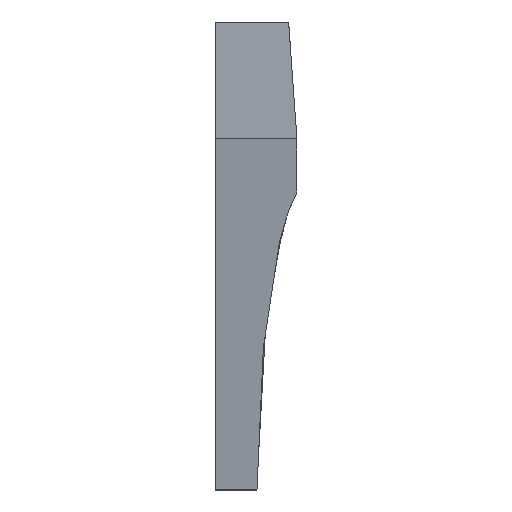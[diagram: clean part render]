
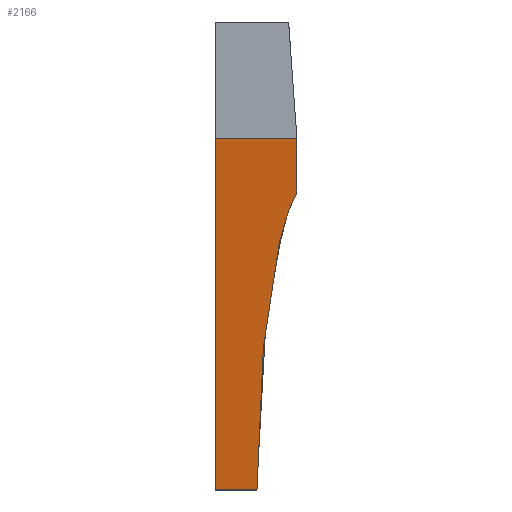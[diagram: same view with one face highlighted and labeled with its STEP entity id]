
A CAD part, left-side view. The second image highlights one B-rep face of the part: STEP entity #2166.
In plain terms, the highlighted planar face has unit normal (-0.991, 0, -0.137).
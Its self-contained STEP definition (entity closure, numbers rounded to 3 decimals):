
#19=B_SPLINE_CURVE_WITH_KNOTS('',3,(#3258,#3259,#3260,#3261,#3262,#3263,
#3264,#3265),.UNSPECIFIED.,.F.,.F.,(4,2,2,4),(0.064,4.561,
6.243,7.106),.UNSPECIFIED.);
#60=PLANE('',#2315);
#167=FACE_OUTER_BOUND('',#295,.T.);
#295=EDGE_LOOP('',(#1667,#1668,#1669,#1670,#1671,#1672,#1673,#1674,#1675));
#497=LINE('',#3170,#775);
#501=LINE('',#3182,#779);
#504=LINE('',#3188,#782);
#517=LINE('',#3216,#795);
#522=LINE('',#3226,#800);
#526=LINE('',#3234,#804);
#536=LINE('',#3255,#814);
#537=LINE('',#3257,#815);
#775=VECTOR('',#2541,10.);
#779=VECTOR('',#2547,10.);
#782=VECTOR('',#2552,10.);
#795=VECTOR('',#2575,10.);
#800=VECTOR('',#2586,10.);
#804=VECTOR('',#2592,10.);
#814=VECTOR('',#2610,10.);
#815=VECTOR('',#2611,10.);
#1065=VERTEX_POINT('',#3167);
#1066=VERTEX_POINT('',#3169);
#1069=VERTEX_POINT('',#3180);
#1071=VERTEX_POINT('',#3186);
#1081=VERTEX_POINT('',#3214);
#1083=VERTEX_POINT('',#3222);
#1086=VERTEX_POINT('',#3232);
#1093=VERTEX_POINT('',#3254);
#1094=VERTEX_POINT('',#3256);
#1278=EDGE_CURVE('',#1066,#1065,#497,.T.);
#1283=EDGE_CURVE('',#1069,#1065,#501,.T.);
#1286=EDGE_CURVE('',#1071,#1069,#504,.T.);
#1300=EDGE_CURVE('',#1081,#1071,#517,.T.);
#1305=EDGE_CURVE('',#1081,#1083,#522,.T.);
#1309=EDGE_CURVE('',#1086,#1083,#526,.T.);
#1319=EDGE_CURVE('',#1093,#1086,#536,.T.);
#1320=EDGE_CURVE('',#1093,#1094,#537,.T.);
#1321=EDGE_CURVE('',#1094,#1066,#19,.T.);
#1667=ORIENTED_EDGE('',*,*,#1300,.F.);
#1668=ORIENTED_EDGE('',*,*,#1305,.T.);
#1669=ORIENTED_EDGE('',*,*,#1309,.F.);
#1670=ORIENTED_EDGE('',*,*,#1319,.F.);
#1671=ORIENTED_EDGE('',*,*,#1320,.T.);
#1672=ORIENTED_EDGE('',*,*,#1321,.T.);
#1673=ORIENTED_EDGE('',*,*,#1278,.T.);
#1674=ORIENTED_EDGE('',*,*,#1283,.F.);
#1675=ORIENTED_EDGE('',*,*,#1286,.F.);
#2166=ADVANCED_FACE('',(#167),#60,.T.);
#2315=AXIS2_PLACEMENT_3D('',#3253,#2608,#2609);
#2541=DIRECTION('',(-0.137,0.,0.991));
#2547=DIRECTION('',(0.,-1.,0.));
#2552=DIRECTION('',(0.137,0.,-0.991));
#2575=DIRECTION('',(0.,1.,0.));
#2586=DIRECTION('',(-0.137,0.,0.991));
#2592=DIRECTION('',(0.,-1.,0.));
#2608=DIRECTION('center_axis',(-0.991,0.,-0.137));
#2609=DIRECTION('ref_axis',(-0.137,0.,0.991));
#2610=DIRECTION('',(-0.137,0.,0.991));
#2611=DIRECTION('',(0.,-1.,0.));
#3167=CARTESIAN_POINT('',(-118.882,-13.,27.491));
#3169=CARTESIAN_POINT('',(-117.434,-13.,17.049));
#3170=CARTESIAN_POINT('',(-119.184,-13.,29.666));
#3180=CARTESIAN_POINT('',(-118.882,-12.999,27.491));
#3182=CARTESIAN_POINT('',(-118.882,-6.,27.491));
#3186=CARTESIAN_POINT('',(-118.982,-12.999,28.208));
#3188=CARTESIAN_POINT('',(-114.329,-12.999,-5.326));
#3214=CARTESIAN_POINT('',(-118.982,-13.,28.208));
#3216=CARTESIAN_POINT('',(-118.982,0.,28.208));
#3222=CARTESIAN_POINT('',(-119.3,-13.,30.504));
#3226=CARTESIAN_POINT('',(-119.184,-13.,29.666));
#3232=CARTESIAN_POINT('',(-119.3,7.,30.504));
#3234=CARTESIAN_POINT('',(-119.3,7.,30.504));
#3253=CARTESIAN_POINT('Origin',(-107.344,0.,-55.674));
#3254=CARTESIAN_POINT('',(-107.363,7.,-55.536));
#3255=CARTESIAN_POINT('',(-119.184,7.,29.666));
#3256=CARTESIAN_POINT('',(-107.363,-3.238,-55.536));
#3257=CARTESIAN_POINT('',(-107.363,3.5,-55.536));
#3258=CARTESIAN_POINT('Ctrl Pts',(-107.363,-3.238,-55.536));
#3259=CARTESIAN_POINT('Ctrl Pts',(-109.43,-3.371,-40.638));
#3260=CARTESIAN_POINT('Ctrl Pts',(-111.733,-4.075,-24.043));
#3261=CARTESIAN_POINT('Ctrl Pts',(-114.517,-6.832,-3.975));
#3262=CARTESIAN_POINT('Ctrl Pts',(-115.341,-7.871,1.967));
#3263=CARTESIAN_POINT('Ctrl Pts',(-116.451,-10.03,9.969));
#3264=CARTESIAN_POINT('Ctrl Pts',(-117.024,-11.292,14.096));
#3265=CARTESIAN_POINT('Ctrl Pts',(-117.434,-13.,17.049));
